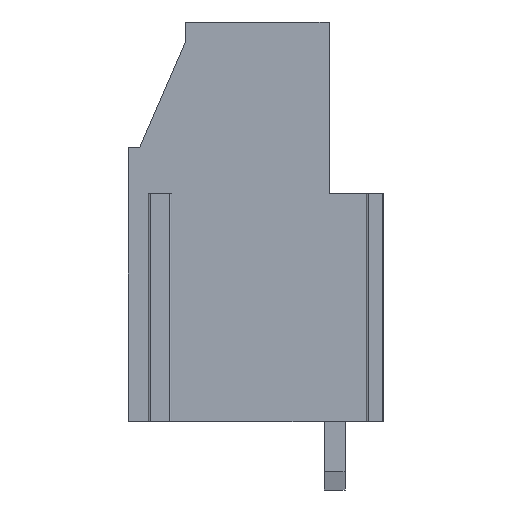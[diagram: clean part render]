
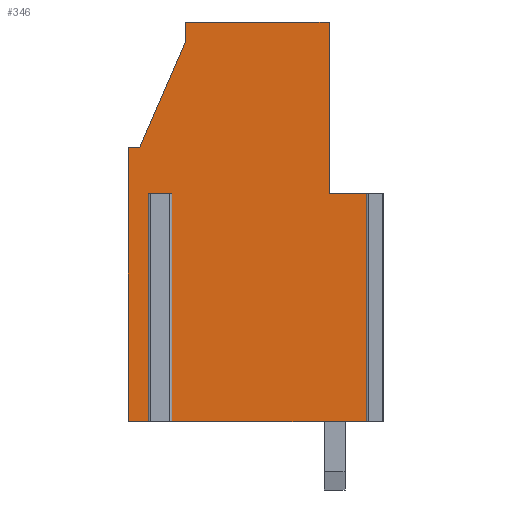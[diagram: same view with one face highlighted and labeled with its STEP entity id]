
A CAD part, front view. The second image highlights one B-rep face of the part: STEP entity #346.
In plain terms, the highlighted planar face has unit normal (0, -1, 0).
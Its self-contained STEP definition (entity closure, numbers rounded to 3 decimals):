
#346 = ADVANCED_FACE( '', ( #705 ), #706, .F. );
#705 = FACE_OUTER_BOUND( '', #1087, .T. );
#706 = PLANE( '', #1088 );
#1087 = EDGE_LOOP( '', ( #2011, #2012, #2013, #2014, #2015, #2016, #2017, #2018, #2019, #2020, #2021, #2022, #2023 ) );
#1088 = AXIS2_PLACEMENT_3D( '', #2024, #2025, #2026 );
#2011 = ORIENTED_EDGE( '', *, *, #2753, .F. );
#2012 = ORIENTED_EDGE( '', *, *, #2684, .F. );
#2013 = ORIENTED_EDGE( '', *, *, #2544, .F. );
#2014 = ORIENTED_EDGE( '', *, *, #2754, .F. );
#2015 = ORIENTED_EDGE( '', *, *, #2602, .T. );
#2016 = ORIENTED_EDGE( '', *, *, #2548, .T. );
#2017 = ORIENTED_EDGE( '', *, *, #2553, .F. );
#2018 = ORIENTED_EDGE( '', *, *, #2506, .F. );
#2019 = ORIENTED_EDGE( '', *, *, #2651, .T. );
#2020 = ORIENTED_EDGE( '', *, *, #2370, .F. );
#2021 = ORIENTED_EDGE( '', *, *, #2755, .F. );
#2022 = ORIENTED_EDGE( '', *, *, #2743, .T. );
#2023 = ORIENTED_EDGE( '', *, *, #2657, .T. );
#2024 = CARTESIAN_POINT( '', ( 0., 11.72, 0. ) );
#2025 = DIRECTION( '', ( 0., 1., 0. ) );
#2026 = DIRECTION( '', ( 0., 0., 1. ) );
#2370 = EDGE_CURVE( '', #2828, #2823, #2830, .T. );
#2506 = EDGE_CURVE( '', #3069, #3070, #3071, .T. );
#2544 = EDGE_CURVE( '', #3126, #3129, #3130, .T. );
#2548 = EDGE_CURVE( '', #3135, #3136, #3137, .T. );
#2553 = EDGE_CURVE( '', #3070, #3136, #3144, .T. );
#2602 = EDGE_CURVE( '', #3221, #3135, #3222, .T. );
#2651 = EDGE_CURVE( '', #3069, #2823, #3294, .T. );
#2657 = EDGE_CURVE( '', #3303, #3301, #3304, .T. );
#2684 = EDGE_CURVE( '', #3129, #3338, #3339, .T. );
#2743 = EDGE_CURVE( '', #3414, #3303, #3415, .T. );
#2753 = EDGE_CURVE( '', #3338, #3301, #3427, .T. );
#2754 = EDGE_CURVE( '', #3221, #3126, #3428, .T. );
#2755 = EDGE_CURVE( '', #3414, #2828, #3429, .T. );
#2823 = VERTEX_POINT( '', #3503 );
#2828 = VERTEX_POINT( '', #3509 );
#2830 = LINE( '', #3511, #3512 );
#3069 = VERTEX_POINT( '', #3855 );
#3070 = VERTEX_POINT( '', #3856 );
#3071 = LINE( '', #3857, #3858 );
#3126 = VERTEX_POINT( '', #3937 );
#3129 = VERTEX_POINT( '', #3941 );
#3130 = LINE( '', #3942, #3943 );
#3135 = VERTEX_POINT( '', #3950 );
#3136 = VERTEX_POINT( '', #3951 );
#3137 = LINE( '', #3952, #3953 );
#3144 = LINE( '', #3963, #3964 );
#3221 = VERTEX_POINT( '', #4076 );
#3222 = LINE( '', #4077, #4078 );
#3294 = LINE( '', #4180, #4181 );
#3301 = VERTEX_POINT( '', #4192 );
#3303 = VERTEX_POINT( '', #4194 );
#3304 = LINE( '', #4195, #4196 );
#3338 = VERTEX_POINT( '', #4247 );
#3339 = LINE( '', #4248, #4249 );
#3414 = VERTEX_POINT( '', #4365 );
#3415 = LINE( '', #4366, #4367 );
#3427 = LINE( '', #4383, #4384 );
#3428 = LINE( '', #4385, #4386 );
#3429 = LINE( '', #4387, #4388 );
#3503 = CARTESIAN_POINT( '', ( -4.08, 11.72, 0.8 ) );
#3509 = CARTESIAN_POINT( '', ( -4.08, 11.72, 10.8 ) );
#3511 = CARTESIAN_POINT( '', ( -4.08, 11.72, 10.8 ) );
#3512 = VECTOR( '', #4487, 1000. );
#3855 = CARTESIAN_POINT( '', ( -5.05, 11.72, 0.8 ) );
#3856 = CARTESIAN_POINT( '', ( -5.05, 11.72, 12.8 ) );
#3857 = CARTESIAN_POINT( '', ( -5.05, 11.72, -2.2 ) );
#3858 = VECTOR( '', #4619, 1000. );
#3937 = CARTESIAN_POINT( '', ( 3.75, 11.72, 18.3 ) );
#3941 = CARTESIAN_POINT( '', ( 3.75, 11.72, 10.8 ) );
#3942 = CARTESIAN_POINT( '', ( 3.75, 11.72, 20.05 ) );
#3943 = VECTOR( '', #4657, 1000. );
#3950 = CARTESIAN_POINT( '', ( -2.55, 11.72, 17.4 ) );
#3951 = CARTESIAN_POINT( '', ( -4.55, 11.72, 12.8 ) );
#3952 = CARTESIAN_POINT( '', ( -2.473, 11.72, 17.578 ) );
#3953 = VECTOR( '', #4660, 1000. );
#3963 = CARTESIAN_POINT( '', ( -4.55, 11.72, 12.8 ) );
#3964 = VECTOR( '', #4664, 1000. );
#4076 = CARTESIAN_POINT( '', ( -2.55, 11.72, 18.3 ) );
#4077 = CARTESIAN_POINT( '', ( -2.55, 11.72, 18.3 ) );
#4078 = VECTOR( '', #4706, 1000. );
#4180 = CARTESIAN_POINT( '', ( 0.163, 11.72, 0.8 ) );
#4181 = VECTOR( '', #4752, 1000. );
#4192 = CARTESIAN_POINT( '', ( 5.42, 11.72, 0.8 ) );
#4194 = CARTESIAN_POINT( '', ( -3.23, 11.72, 0.8 ) );
#4195 = CARTESIAN_POINT( '', ( 0.163, 11.72, 0.8 ) );
#4196 = VECTOR( '', #4760, 1000. );
#4247 = CARTESIAN_POINT( '', ( 5.42, 11.72, 10.8 ) );
#4248 = CARTESIAN_POINT( '', ( -4.545, 11.72, 10.8 ) );
#4249 = VECTOR( '', #4790, 1000. );
#4365 = CARTESIAN_POINT( '', ( -3.23, 11.72, 10.8 ) );
#4366 = CARTESIAN_POINT( '', ( -3.23, 11.72, 10.8 ) );
#4367 = VECTOR( '', #4835, 1000. );
#4383 = CARTESIAN_POINT( '', ( 5.42, 11.72, 10.8 ) );
#4384 = VECTOR( '', #4846, 1000. );
#4385 = CARTESIAN_POINT( '', ( -5.05, 11.72, 18.3 ) );
#4386 = VECTOR( '', #4847, 1000. );
#4387 = CARTESIAN_POINT( '', ( -3.23, 11.72, 10.8 ) );
#4388 = VECTOR( '', #4848, 1000. );
#4487 = DIRECTION( '', ( 0., 0., -1. ) );
#4619 = DIRECTION( '', ( 0., 0., 1. ) );
#4657 = DIRECTION( '', ( 0., 0., -1. ) );
#4660 = DIRECTION( '', ( -0.399, 0., -0.917 ) );
#4664 = DIRECTION( '', ( 1., 0., 0. ) );
#4706 = DIRECTION( '', ( 0., 0., -1. ) );
#4752 = DIRECTION( '', ( 1., 0., 0. ) );
#4760 = DIRECTION( '', ( 1., 0., 0. ) );
#4790 = DIRECTION( '', ( 1., 0., 0. ) );
#4835 = DIRECTION( '', ( 0., 0., -1. ) );
#4846 = DIRECTION( '', ( 0., 0., -1. ) );
#4847 = DIRECTION( '', ( 1., 0., 0. ) );
#4848 = DIRECTION( '', ( -1., 0., 0. ) );
